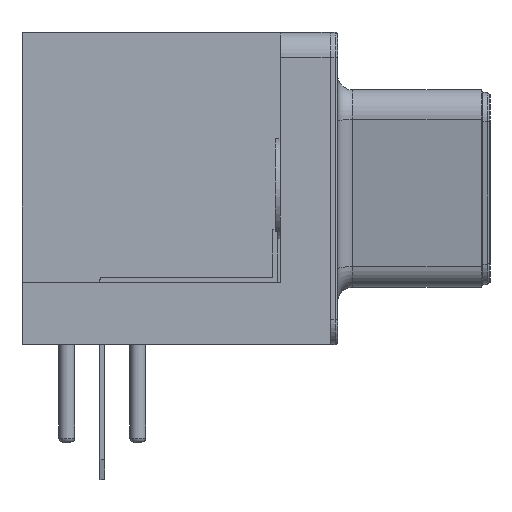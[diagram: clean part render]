
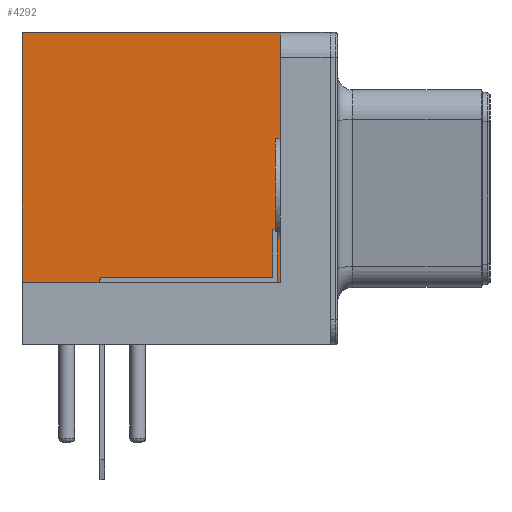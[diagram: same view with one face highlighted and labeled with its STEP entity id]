
A CAD part, left-side view. The second image highlights one B-rep face of the part: STEP entity #4292.
In plain terms, the highlighted planar face has unit normal (-1, 0, 0).
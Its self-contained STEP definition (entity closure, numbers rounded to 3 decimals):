
#37=DIRECTION('',(1.,0.,0.));
#74=DIRECTION('',(0.,1.,0.));
#138=DIRECTION('',(0.,0.,1.));
#3098=VECTOR('',#138,1.);
#3647=VECTOR('',#74,1.);
#3661=VERTEX_POINT('',#3662);
#3662=CARTESIAN_POINT('',(-54.13,1.8,12.5));
#3665=ORIENTED_EDGE('',*,*,#3666,.F.);
#3666=EDGE_CURVE('',#3667,#3661,#3669,.T.);
#3667=VERTEX_POINT('',#3668);
#3668=CARTESIAN_POINT('',(-54.13,-8.54,12.5));
#3669=LINE('',#3670,#3647);
#3670=CARTESIAN_POINT('',(-54.13,-9.54,12.5));
#4272=VERTEX_POINT('',#4273);
#4273=CARTESIAN_POINT('',(-54.13,-8.54,2.5));
#4277=EDGE_CURVE('',#4272,#3667,#4278,.T.);
#4278=LINE('',#4273,#3098);
#4292=ADVANCED_FACE('',(#4293),#4305,.F.);
#4293=FACE_BOUND('',#4294,.F.);
#4294=EDGE_LOOP('',(#4295,#4296,#4301,#3665));
#4295=ORIENTED_EDGE('',*,*,#4277,.F.);
#4296=ORIENTED_EDGE('',*,*,#4297,.T.);
#4297=EDGE_CURVE('',#4272,#4298,#4300,.T.);
#4298=VERTEX_POINT('',#4299);
#4299=CARTESIAN_POINT('',(-54.13,1.8,2.5));
#4300=LINE('',#4273,#3647);
#4301=ORIENTED_EDGE('',*,*,#4302,.T.);
#4302=EDGE_CURVE('',#4298,#3661,#4303,.T.);
#4303=LINE('',#4304,#3098);
#4304=CARTESIAN_POINT('',(-54.13,1.8,4.375));
#4305=PLANE('',#4306);
#4306=AXIS2_PLACEMENT_3D('',#4273,#37,#138);
